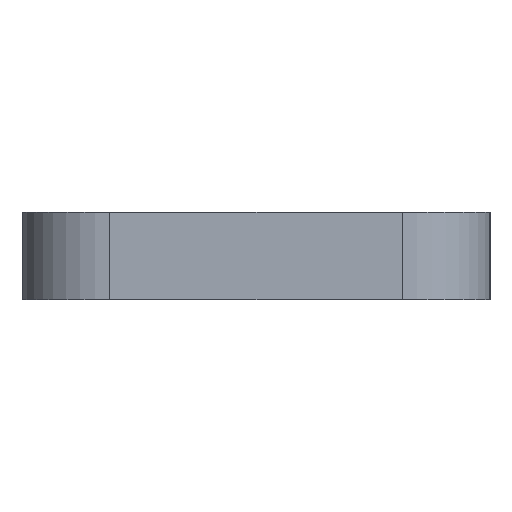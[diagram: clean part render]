
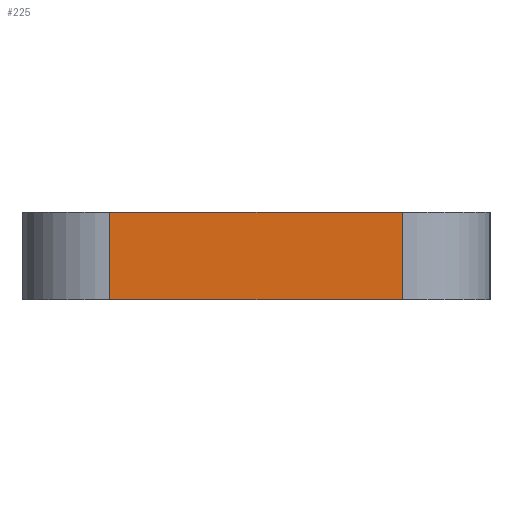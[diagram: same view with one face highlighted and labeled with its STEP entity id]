
A CAD part, left-side view. The second image highlights one B-rep face of the part: STEP entity #225.
In plain terms, the highlighted planar face has unit normal (-1, 0, 0).
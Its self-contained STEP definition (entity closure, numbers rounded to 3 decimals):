
#22=PLANE('',#261);
#33=FACE_OUTER_BOUND('',#45,.T.);
#45=EDGE_LOOP('',(#183,#184,#185,#186));
#67=LINE('',#386,#85);
#68=LINE('',#389,#86);
#69=LINE('',#391,#87);
#70=LINE('',#392,#88);
#85=VECTOR('',#319,10.);
#86=VECTOR('',#322,10.);
#87=VECTOR('',#323,10.);
#88=VECTOR('',#324,10.);
#117=VERTEX_POINT('',#382);
#118=VERTEX_POINT('',#384);
#119=VERTEX_POINT('',#388);
#120=VERTEX_POINT('',#390);
#145=EDGE_CURVE('',#117,#118,#67,.T.);
#146=EDGE_CURVE('',#119,#117,#68,.T.);
#147=EDGE_CURVE('',#120,#118,#69,.T.);
#148=EDGE_CURVE('',#119,#120,#70,.T.);
#183=ORIENTED_EDGE('',*,*,#146,.T.);
#184=ORIENTED_EDGE('',*,*,#145,.T.);
#185=ORIENTED_EDGE('',*,*,#147,.F.);
#186=ORIENTED_EDGE('',*,*,#148,.F.);
#225=ADVANCED_FACE('',(#33),#22,.T.);
#261=AXIS2_PLACEMENT_3D('',#387,#320,#321);
#319=DIRECTION('',(0.,0.,1.));
#320=DIRECTION('center_axis',(-1.,0.,0.));
#321=DIRECTION('ref_axis',(0.,-1.,0.));
#322=DIRECTION('',(0.,-1.,0.));
#323=DIRECTION('',(0.,-1.,0.));
#324=DIRECTION('',(0.,0.,1.));
#382=CARTESIAN_POINT('',(44.97,74.887,6.));
#384=CARTESIAN_POINT('',(44.97,74.887,9.));
#386=CARTESIAN_POINT('',(44.97,74.887,6.));
#387=CARTESIAN_POINT('Origin',(44.97,84.887,6.));
#388=CARTESIAN_POINT('',(44.97,84.887,6.));
#389=CARTESIAN_POINT('',(44.97,84.887,6.));
#390=CARTESIAN_POINT('',(44.97,84.887,9.));
#391=CARTESIAN_POINT('',(44.97,84.887,9.));
#392=CARTESIAN_POINT('',(44.97,84.887,6.));
